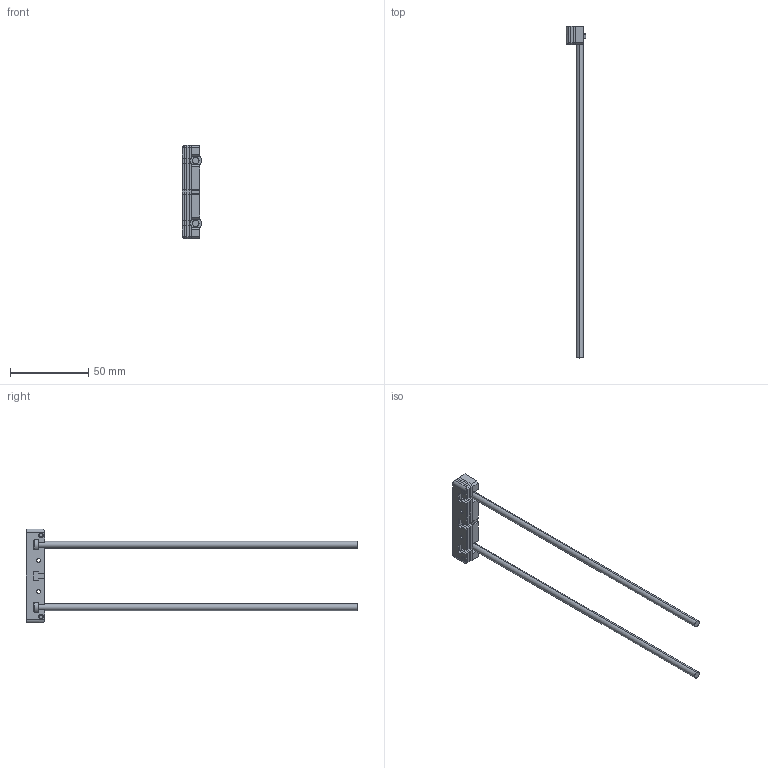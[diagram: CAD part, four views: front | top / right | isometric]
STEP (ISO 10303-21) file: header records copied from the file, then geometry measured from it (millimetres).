
FILE_DESCRIPTION (( 'STEP AP203' ), '1' );
FILE_NAME ('f800.STEP', '2023-01-31T12:39:38', ( '' ), ( '' ), 'SwSTEP 2.0', 'SolidWorks 2019', '' );
FILE_SCHEMA (( 'CONFIG_CONTROL_DESIGN' ));
Length unit declared in the file: millimetre
Products named in the file (6): Lamela_60_R 302d6ddbaa153d0761a4cb8b9ef62941; Bolt_60 302d6ddbaa153d0761a4cb8b9ef62941; Lamela_60 302d6ddbaa153d0761a4cb8b9ef62941; f800; Lamellar_Gas_Vent_ISGL60 302d6ddbaa153d0761a4cb8b9ef62941; Pin_60 302d6ddbaa153d0761a4cb8b9ef62941
Assembly tree (8 placements, depth 2):
  f800
    Lamellar_Gas_Vent_ISGL60 302d6ddbaa153d0761a4cb8b9ef62941
    Lamela_60 302d6ddbaa153d0761a4cb8b9ef62941  x2
    Lamela_60_R 302d6ddbaa153d0761a4cb8b9ef62941
    Bolt_60 302d6ddbaa153d0761a4cb8b9ef62941  x2
    Pin_60 302d6ddbaa153d0761a4cb8b9ef62941  x2
Bounding box: 12.37 x 212 x 60 mm (x, y, z)
Volume: 12929.1 mm3; surface area: 14559.1 mm2
Topology: 9 solids, 9 shells, 288 faces, 788 edges, 520 vertices
Faces by surface type: plane 162, cylinder 110, cone 16
Entity records: 7760 total; most frequent: CARTESIAN_POINT 1238, DIRECTION 1234, ORIENTED_EDGE 1208, EDGE_CURVE 604, LINE 426, VECTOR 426, AXIS2_PLACEMENT_3D 404, VERTEX_POINT 400
